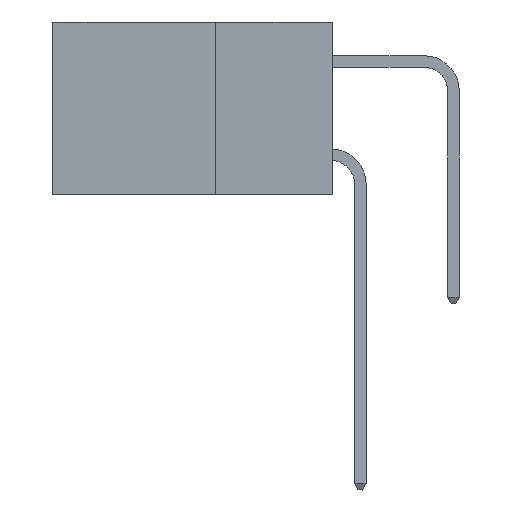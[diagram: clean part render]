
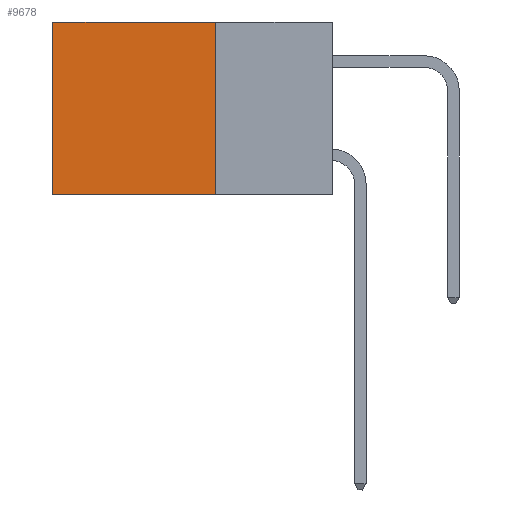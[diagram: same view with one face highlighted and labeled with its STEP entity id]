
A CAD part, left-side view. The second image highlights one B-rep face of the part: STEP entity #9678.
In plain terms, the highlighted planar face has unit normal (-1, 0, 0).
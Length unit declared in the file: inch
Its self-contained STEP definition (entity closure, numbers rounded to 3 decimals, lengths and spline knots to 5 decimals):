
#1539 = DIRECTION ( 'NONE',  ( 0., 0., -1. ) ) ;
#1553 = CARTESIAN_POINT ( 'NONE',  ( 0.298, 0.25, 0. ) ) ;
#1644 = EDGE_CURVE ( 'NONE', #12378, #9240, #15433, .T. ) ;
#1925 = VECTOR ( 'NONE', #2926, 39.37008 ) ;
#1926 = DIRECTION ( 'NONE',  ( 0., 1., 0. ) ) ;
#2167 = ORIENTED_EDGE ( 'NONE', *, *, #9203, .F. ) ;
#2926 = DIRECTION ( 'NONE',  ( 0., 0., -1. ) ) ;
#3303 = CARTESIAN_POINT ( 'NONE',  ( 0.298, 0.25, 0. ) ) ;
#4054 = DIRECTION ( 'NONE',  ( 0., 1., 0. ) ) ;
#4166 = VERTEX_POINT ( 'NONE', #12235 ) ;
#4293 = LINE ( 'NONE', #14354, #15146 ) ;
#4971 = LINE ( 'NONE', #5331, #12083 ) ;
#5331 = CARTESIAN_POINT ( 'NONE',  ( 0.298, 0.25, -0.37 ) ) ;
#7572 = AXIS2_PLACEMENT_3D ( 'NONE', #14526, #9390, #14468 ) ;
#9005 = EDGE_CURVE ( 'NONE', #12378, #16150, #4293, .T. ) ;
#9079 = ORIENTED_EDGE ( 'NONE', *, *, #14328, .T. ) ;
#9203 = EDGE_CURVE ( 'NONE', #16150, #4166, #4971, .T. ) ;
#9240 = VERTEX_POINT ( 'NONE', #16215 ) ;
#9390 = DIRECTION ( 'NONE',  ( 1., 0., 0. ) ) ;
#9678 = ADVANCED_FACE ( 'NONE', ( #15180 ), #10087, .F. ) ;
#10087 = PLANE ( 'NONE',  #7572 ) ;
#10552 = VECTOR ( 'NONE', #4054, 39.37008 ) ;
#10594 = LINE ( 'NONE', #15627, #1925 ) ;
#10772 = ORIENTED_EDGE ( 'NONE', *, *, #1644, .T. ) ;
#11136 = CARTESIAN_POINT ( 'NONE',  ( 0.298, 0.25, -0.37 ) ) ;
#12083 = VECTOR ( 'NONE', #1926, 39.37008 ) ;
#12235 = CARTESIAN_POINT ( 'NONE',  ( 0.298, 0.6, -0.37 ) ) ;
#12378 = VERTEX_POINT ( 'NONE', #3303 ) ;
#13887 = ORIENTED_EDGE ( 'NONE', *, *, #9005, .F. ) ;
#14328 = EDGE_CURVE ( 'NONE', #9240, #4166, #10594, .T. ) ;
#14354 = CARTESIAN_POINT ( 'NONE',  ( 0.298, 0.25, 0. ) ) ;
#14440 = EDGE_LOOP ( 'NONE', ( #9079, #2167, #13887, #10772 ) ) ;
#14468 = DIRECTION ( 'NONE',  ( 0., 0., -1. ) ) ;
#14526 = CARTESIAN_POINT ( 'NONE',  ( 0.298, 0.25, 0. ) ) ;
#15146 = VECTOR ( 'NONE', #1539, 39.37008 ) ;
#15180 = FACE_OUTER_BOUND ( 'NONE', #14440, .T. ) ;
#15433 = LINE ( 'NONE', #1553, #10552 ) ;
#15627 = CARTESIAN_POINT ( 'NONE',  ( 0.298, 0.6, 0. ) ) ;
#16150 = VERTEX_POINT ( 'NONE', #11136 ) ;
#16215 = CARTESIAN_POINT ( 'NONE',  ( 0.298, 0.6, 0. ) ) ;
